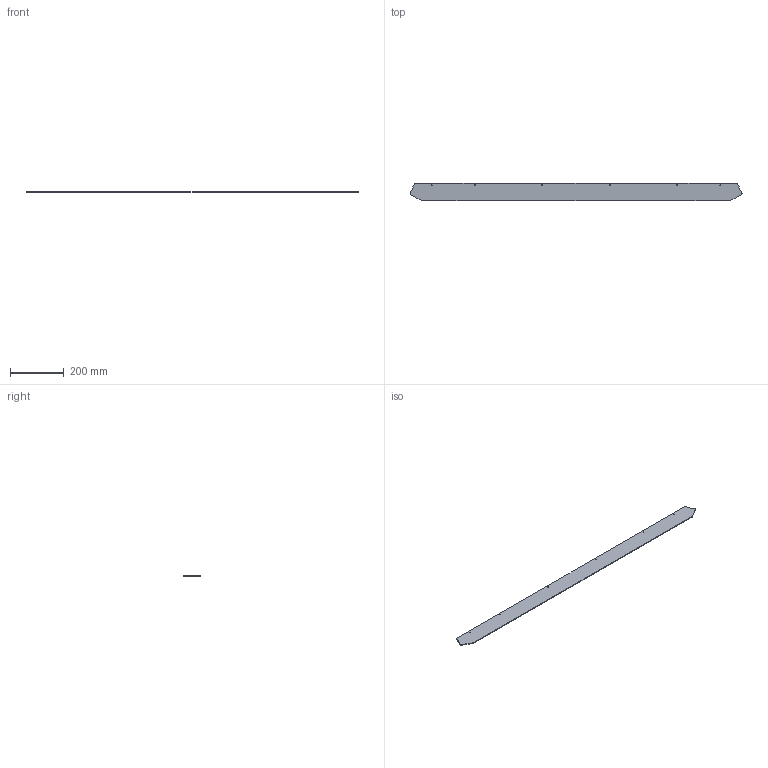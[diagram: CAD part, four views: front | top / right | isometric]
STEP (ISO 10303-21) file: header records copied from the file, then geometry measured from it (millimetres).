
FILE_DESCRIPTION (( 'STEP AP203' ), '1' );
FILE_NAME ('CV02-B-02_REV_.step', '2025-08-17T03:57:46', ( '' ), ( '' ), 'SwSTEP 2.0', 'SolidWorks 2024', '' );
FILE_SCHEMA (( 'CONFIG_CONTROL_DESIGN' ));
Length unit declared in the file: millimetre
Products named in the file (1): CV02-B-02_REV_
Bounding box: 1230.34 x 65 x 3 mm (x, y, z)
Volume: 234651.5 mm3; surface area: 164217.8 mm2
Topology: 1 solids, 1 shells, 33 faces, 93 edges, 62 vertices
Faces by surface type: cylinder 17, plane 16
Entity records: 1182 total; most frequent: DIRECTION 195, CARTESIAN_POINT 189, ORIENTED_EDGE 186, EDGE_CURVE 93, AXIS2_PLACEMENT_3D 68, VERTEX_POINT 62, LINE 59, VECTOR 59
